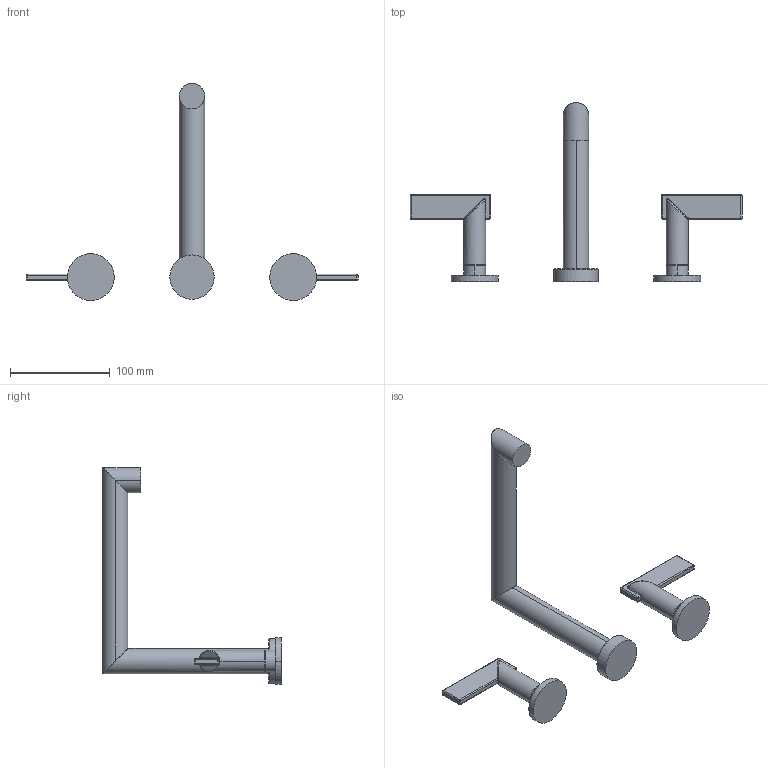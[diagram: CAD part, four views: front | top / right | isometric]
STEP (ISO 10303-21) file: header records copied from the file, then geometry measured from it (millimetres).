
FILE_DESCRIPTION((''),'2;1');
FILE_NAME('3-2496','2021-03-12T15:42:27',('jinson.thomas'),(''),'CREO PARAMETRIC BY PTC INC, 2018400','CREO PARAMETRIC BY PTC INC, 2018400','');
FILE_SCHEMA(('CONFIG_CONTROL_DESIGN'));
Length unit declared in the file: inch
Products named in the file (1): 3-2496
Bounding box: 333.25 x 179.42 x 217.81 mm (x, y, z)
Volume: 295813.1 mm3; surface area: 61966.1 mm2
Topology: 3 solids, 3 shells, 153 faces, 324 edges, 190 vertices
Faces by surface type: cylinder 60, plane 35, bspline 24, sphere 16, torus 10, extrusion 8
Entity records: 5975 total; most frequent: CARTESIAN_POINT 2782, DIRECTION 650, ORIENTED_EDGE 648, EDGE_CURVE 324, AXIS2_PLACEMENT_3D 267, VERTEX_POINT 190, EDGE_LOOP 166, FACE_OUTER_BOUND 153
